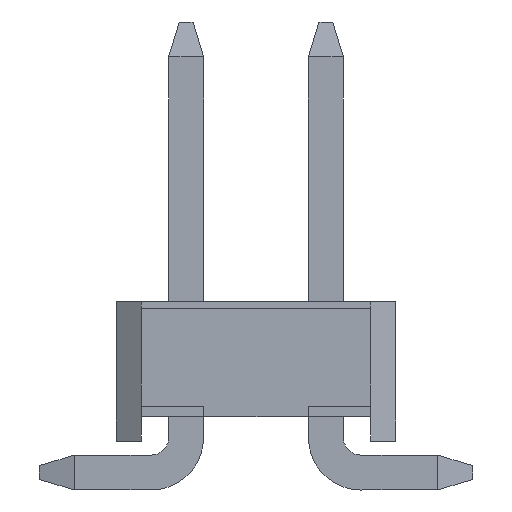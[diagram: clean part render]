
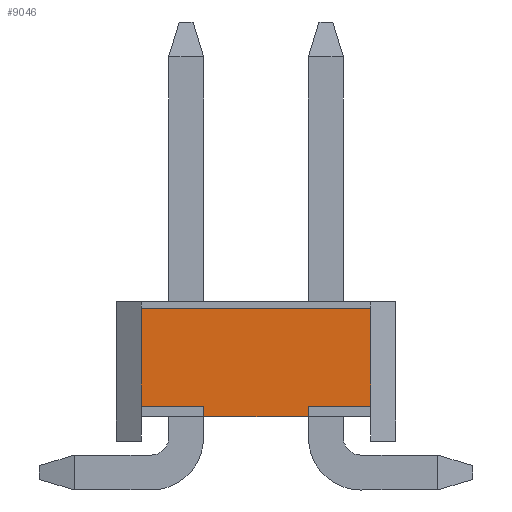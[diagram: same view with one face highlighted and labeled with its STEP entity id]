
A CAD part, front view. The second image highlights one B-rep face of the part: STEP entity #9046.
In plain terms, the highlighted face is planar.
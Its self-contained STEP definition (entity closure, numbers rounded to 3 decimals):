
#2472=ORIENTED_EDGE('',*,*,#3838,.T.);
#2473=ORIENTED_EDGE('',*,*,#3171,.F.);
#2474=ORIENTED_EDGE('',*,*,#3165,.T.);
#2475=ORIENTED_EDGE('',*,*,#3839,.T.);
#2476=ORIENTED_EDGE('',*,*,#3186,.T.);
#2477=ORIENTED_EDGE('',*,*,#3191,.T.);
#2478=ORIENTED_EDGE('',*,*,#3837,.T.);
#2479=ORIENTED_EDGE('',*,*,#3205,.F.);
#3165=EDGE_CURVE('',#4183,#4184,#5117,.T.);
#3171=EDGE_CURVE('',#4183,#4188,#5123,.T.);
#3186=EDGE_CURVE('',#4198,#4200,#5138,.T.);
#3191=EDGE_CURVE('',#4200,#4203,#5143,.T.);
#3205=EDGE_CURVE('',#4215,#4214,#5157,.T.);
#3837=EDGE_CURVE('',#4203,#4214,#5789,.T.);
#3838=EDGE_CURVE('',#4215,#4188,#5790,.T.);
#3839=EDGE_CURVE('',#4184,#4198,#5791,.T.);
#4183=VERTEX_POINT('',#13251);
#4184=VERTEX_POINT('',#13252);
#4188=VERTEX_POINT('',#13261);
#4198=VERTEX_POINT('',#13290);
#4200=VERTEX_POINT('',#13294);
#4203=VERTEX_POINT('',#13304);
#4214=VERTEX_POINT('',#13332);
#4215=VERTEX_POINT('',#13334);
#5117=LINE('',#13250,#6305);
#5123=LINE('',#13263,#6311);
#5138=LINE('',#13295,#6326);
#5143=LINE('',#13305,#6331);
#5157=LINE('',#13335,#6345);
#5789=LINE('',#14594,#6977);
#5790=LINE('',#14596,#6978);
#5791=LINE('',#14598,#6979);
#6305=VECTOR('',#10896,1000.);
#6311=VECTOR('',#10904,1000.);
#6326=VECTOR('',#10929,1000.);
#6331=VECTOR('',#10938,1000.);
#6345=VECTOR('',#10960,1000.);
#6977=VECTOR('',#12070,1000.);
#6978=VECTOR('',#12073,1000.);
#6979=VECTOR('',#12076,1000.);
#7502=EDGE_LOOP('',(#2472,#2473,#2474,#2475,#2476,#2477,#2478,#2479));
#8040=FACE_BOUND('',#7502,.T.);
#8536=PLANE('',#9754);
#9046=ADVANCED_FACE('',(#8040),#8536,.T.);
#9754=AXIS2_PLACEMENT_3D('',#14597,#12074,#12075);
#10896=DIRECTION('',(0.,0.,-1.));
#10904=DIRECTION('',(0.,1.,0.));
#10929=DIRECTION('',(0.,0.,1.));
#10938=DIRECTION('',(0.,-1.,0.));
#10960=DIRECTION('',(0.,-1.,0.));
#12070=DIRECTION('',(0.,0.,1.));
#12073=DIRECTION('',(0.,0.,-1.));
#12074=DIRECTION('',(-1.,0.,0.));
#12075=DIRECTION('',(0.,0.,1.));
#12076=DIRECTION('',(0.,-1.,0.));
#13250=CARTESIAN_POINT('',(-7.,0.75,-0.5));
#13251=CARTESIAN_POINT('',(-7.,0.75,-0.5));
#13252=CARTESIAN_POINT('',(-7.,0.75,-0.65));
#13261=CARTESIAN_POINT('',(-7.,1.64,-0.5));
#13263=CARTESIAN_POINT('',(-7.,0.75,-0.5));
#13290=CARTESIAN_POINT('',(-7.,-0.75,-0.65));
#13294=CARTESIAN_POINT('',(-7.,-0.75,-0.5));
#13295=CARTESIAN_POINT('',(-7.,-0.75,-0.65));
#13304=CARTESIAN_POINT('',(-7.,-1.64,-0.5));
#13305=CARTESIAN_POINT('',(-7.,-0.75,-0.5));
#13332=CARTESIAN_POINT('',(-7.,-1.64,0.9));
#13334=CARTESIAN_POINT('',(-7.,1.64,0.9));
#13335=CARTESIAN_POINT('',(-7.,1.64,0.9));
#14594=CARTESIAN_POINT('',(-7.,-1.64,0.));
#14596=CARTESIAN_POINT('',(-7.,1.64,0.));
#14597=CARTESIAN_POINT('',(-7.,0.,0.));
#14598=CARTESIAN_POINT('',(-7.,0.,-0.65));
